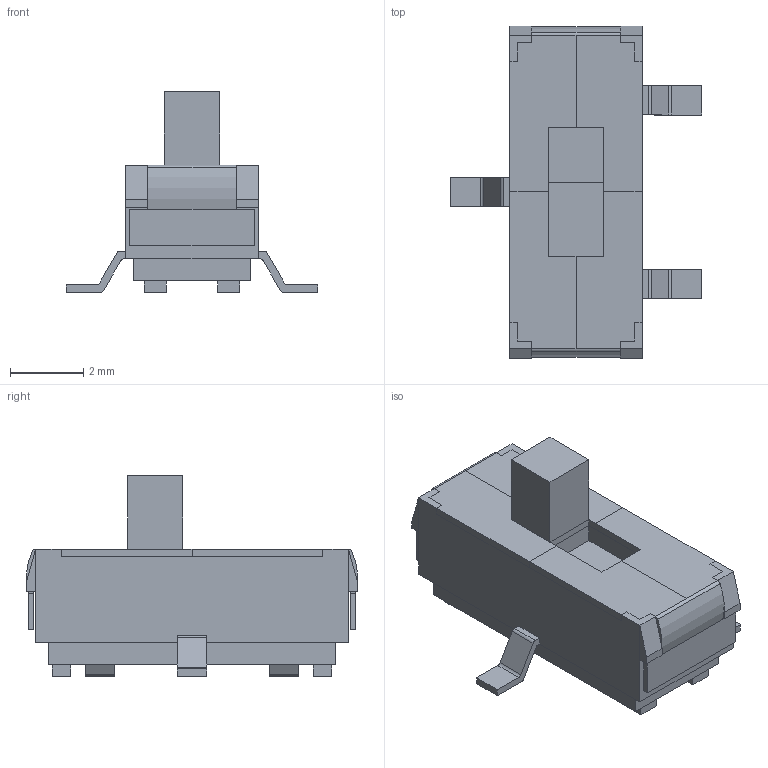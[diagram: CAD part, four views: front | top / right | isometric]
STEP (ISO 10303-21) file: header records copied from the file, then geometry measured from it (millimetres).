
FILE_DESCRIPTION(('FreeCAD Model'),'2;1');
FILE_NAME('Open CASCADE Shape Model','2023-11-19T22:00:48',('Author'),( ''),'Open CASCADE STEP processor 7.6','FreeCAD','Unknown');
FILE_SCHEMA(('AUTOMOTIVE_DESIGN { 1 0 10303 214 1 1 1 1 }'));
Length unit declared in the file: millimetre
Products named in the file (4): Unnamed; Plastic; MetalBody; Pins
Assembly tree (3 placements, depth 2):
  Unnamed
    Plastic
    MetalBody
    Pins
Bounding box: 6.85 x 9.04 x 5.46 mm (x, y, z)
Volume: 99.2 mm3; surface area: 251 mm2
Topology: 5 solids, 5 shells, 185 faces, 465 edges, 294 vertices
Faces by surface type: plane 167, cylinder 18
Entity records: 5502 total; most frequent: CARTESIAN_POINT 948, ORIENTED_EDGE 930, DIRECTION 879, EDGE_CURVE 465, LINE 429, VECTOR 429, VERTEX_POINT 294, AXIS2_PLACEMENT_3D 225
